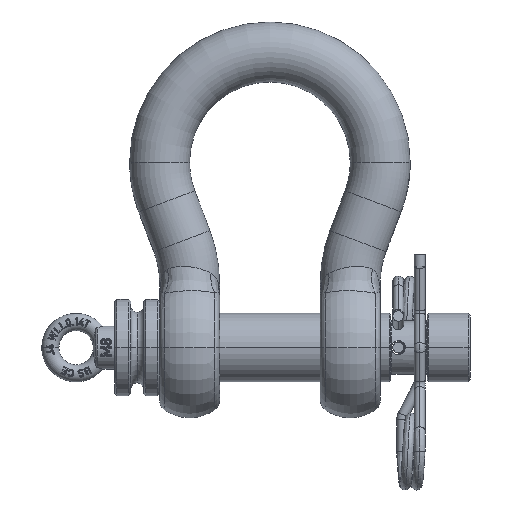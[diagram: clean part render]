
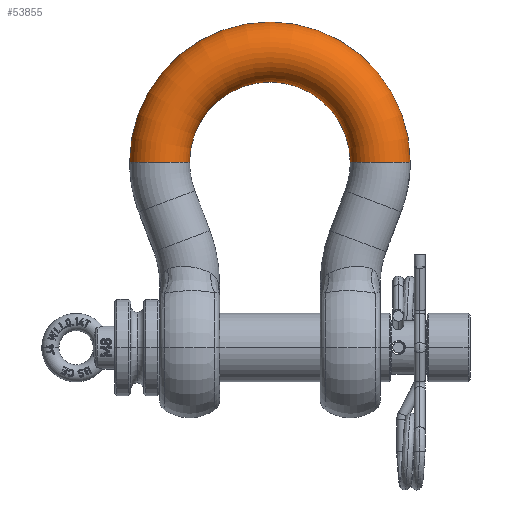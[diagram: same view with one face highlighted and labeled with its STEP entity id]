
A CAD part, top view. The second image highlights one B-rep face of the part: STEP entity #53855.
In plain terms, the highlighted toroidal (fillet/blend) face has major radius 51.5 mm and minor radius 14 mm.
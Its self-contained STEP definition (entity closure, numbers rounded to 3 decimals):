
#561 = DIRECTION ( 'NONE',  ( -1., 0., 0. ) ) ;
#1414 = DIRECTION ( 'NONE',  ( 0., 0., -1. ) ) ;
#2389 = VERTEX_POINT ( 'NONE', #8606 ) ;
#2656 = CARTESIAN_POINT ( 'NONE',  ( 37.5, 0., 0. ) ) ;
#3459 = CIRCLE ( 'NONE', #34735, 65.5 ) ;
#8606 = CARTESIAN_POINT ( 'NONE',  ( -37.5, 0., 0. ) ) ;
#10384 = EDGE_CURVE ( 'NONE', #2389, #12119, #51931, .T. ) ;
#10405 = EDGE_LOOP ( 'NONE', ( #27577, #12859, #26709, #33039 ) ) ;
#10693 = FACE_OUTER_BOUND ( 'NONE', #10405, .T. ) ;
#11617 = DIRECTION ( 'NONE',  ( 0., 0., -1. ) ) ;
#12119 = VERTEX_POINT ( 'NONE', #2656 ) ;
#12859 = ORIENTED_EDGE ( 'NONE', *, *, #54651, .F. ) ;
#14485 = AXIS2_PLACEMENT_3D ( 'NONE', #34572, #11617, #43787 ) ;
#15324 = CARTESIAN_POINT ( 'NONE',  ( 0., 0., 0. ) ) ;
#15570 = CARTESIAN_POINT ( 'NONE',  ( 51.5, 0., 0. ) ) ;
#19906 = DIRECTION ( 'NONE',  ( -1., 0., 0. ) ) ;
#20156 = DIRECTION ( 'NONE',  ( -1., 0., 0. ) ) ;
#23878 = EDGE_CURVE ( 'NONE', #12119, #26447, #36259, .T. ) ;
#26447 = VERTEX_POINT ( 'NONE', #27026 ) ;
#26709 = ORIENTED_EDGE ( 'NONE', *, *, #10384, .T. ) ;
#27026 = CARTESIAN_POINT ( 'NONE',  ( 65.5, 0., 0. ) ) ;
#27577 = ORIENTED_EDGE ( 'NONE', *, *, #35017, .F. ) ;
#28131 = DIRECTION ( 'NONE',  ( 0., 0., -1. ) ) ;
#28989 = DIRECTION ( 'NONE',  ( 0., -1., 0. ) ) ;
#33039 = ORIENTED_EDGE ( 'NONE', *, *, #23878, .T. ) ;
#34572 = CARTESIAN_POINT ( 'NONE',  ( 0., 0., 0. ) ) ;
#34735 = AXIS2_PLACEMENT_3D ( 'NONE', #15324, #47447, #19906 ) ;
#35017 = EDGE_CURVE ( 'NONE', #50605, #26447, #3459, .T. ) ;
#35912 = AXIS2_PLACEMENT_3D ( 'NONE', #55670, #28131, #561 ) ;
#36259 = CIRCLE ( 'NONE', #57987, 14. ) ;
#36353 = CARTESIAN_POINT ( 'NONE',  ( -65.5, 0., 0. ) ) ;
#41073 = AXIS2_PLACEMENT_3D ( 'NONE', #56517, #28989, #1414 ) ;
#43128 = CIRCLE ( 'NONE', #41073, 14. ) ;
#43787 = DIRECTION ( 'NONE',  ( -1., 0., 0. ) ) ;
#47447 = DIRECTION ( 'NONE',  ( 0., 0., -1. ) ) ;
#47705 = DIRECTION ( 'NONE',  ( 0., 1., 0. ) ) ;
#50605 = VERTEX_POINT ( 'NONE', #36353 ) ;
#51931 = CIRCLE ( 'NONE', #35912, 37.5 ) ;
#53855 = ADVANCED_FACE ( 'NONE', ( #10693 ), #56742, .T. ) ;
#54651 = EDGE_CURVE ( 'NONE', #2389, #50605, #43128, .T. ) ;
#55670 = CARTESIAN_POINT ( 'NONE',  ( 0., 0., 0. ) ) ;
#56517 = CARTESIAN_POINT ( 'NONE',  ( -51.5, 0., 0. ) ) ;
#56742 = TOROIDAL_SURFACE ( 'NONE', #14485, 51.5, 14. ) ;
#57987 = AXIS2_PLACEMENT_3D ( 'NONE', #15570, #47705, #20156 ) ;
